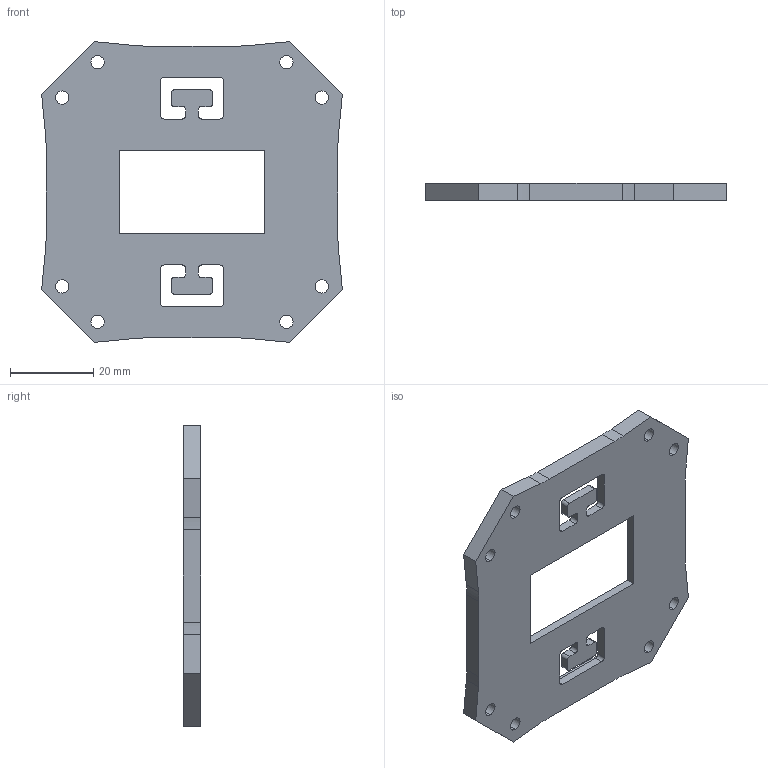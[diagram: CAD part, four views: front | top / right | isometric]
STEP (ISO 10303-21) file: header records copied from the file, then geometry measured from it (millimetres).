
FILE_DESCRIPTION (( 'STEP AP203' ), '1' );
FILE_NAME ('3_Default_sldprt.STEP', '2020-11-07T09:17:08', ( '' ), ( '' ), 'SwSTEP 2.0', 'SolidWorks 2018', '' );
FILE_SCHEMA (( 'CONFIG_CONTROL_DESIGN' ));
Length unit declared in the file: millimetre
Products named in the file (1): 3_Default_sldprt
Bounding box: 72.12 x 4.1 x 72.12 mm (x, y, z)
Volume: 11006.4 mm3; surface area: 9865.6 mm2
Topology: 1 solids, 1 shells, 103 faces, 300 edges, 200 vertices
Faces by surface type: plane 55, cylinder 48
Entity records: 3551 total; most frequent: CARTESIAN_POINT 604, DIRECTION 604, ORIENTED_EDGE 600, EDGE_CURVE 300, LINE 204, VECTOR 204, AXIS2_PLACEMENT_3D 200, VERTEX_POINT 200
